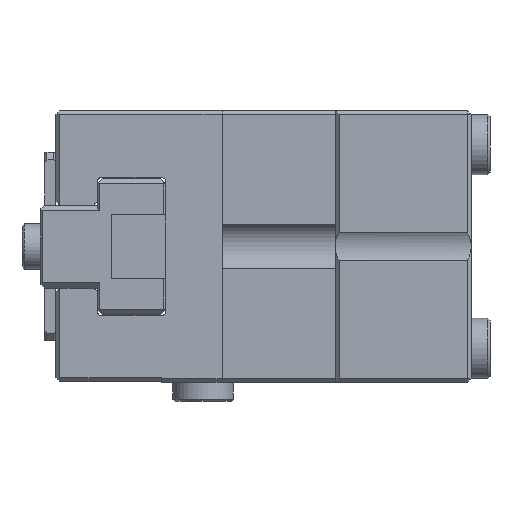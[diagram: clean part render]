
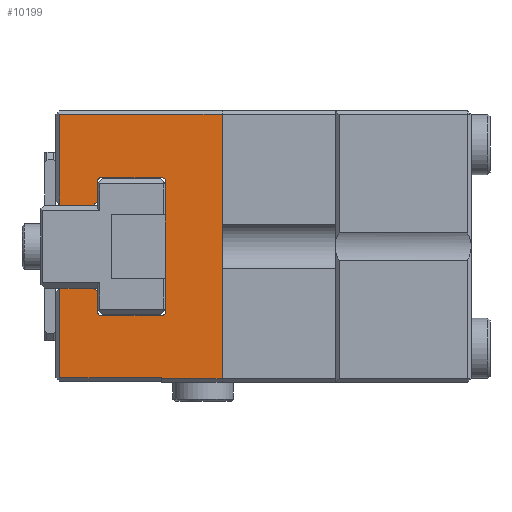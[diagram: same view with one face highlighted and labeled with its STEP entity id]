
A CAD part, left-side view. The second image highlights one B-rep face of the part: STEP entity #10199.
In plain terms, the highlighted planar face has unit normal (-1, 0, 0).
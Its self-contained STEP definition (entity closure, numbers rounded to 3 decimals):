
#340=PLANE('',#10927);
#1194=FACE_OUTER_BOUND('',#1757,.T.);
#1757=EDGE_LOOP('',(#7332,#7333,#7334,#7335,#7336,#7337,#7338,#7339,#7340,
#7341,#7342,#7343,#7344,#7345,#7346,#7347,#7348,#7349,#7350,#7351));
#2451=LINE('',#15303,#3285);
#2452=LINE('',#15306,#3286);
#2458=LINE('',#15318,#3292);
#2459=LINE('',#15320,#3293);
#2460=LINE('',#15322,#3294);
#2461=LINE('',#15324,#3295);
#2462=LINE('',#15326,#3296);
#2463=LINE('',#15328,#3297);
#2464=LINE('',#15332,#3298);
#2465=LINE('',#15336,#3299);
#2466=LINE('',#15340,#3300);
#2467=LINE('',#15344,#3301);
#2468=LINE('',#15346,#3302);
#2469=LINE('',#15348,#3303);
#2470=LINE('',#15350,#3304);
#2471=LINE('',#15351,#3305);
#3285=VECTOR('',#12009,10.);
#3286=VECTOR('',#12012,10.);
#3292=VECTOR('',#12020,10.);
#3293=VECTOR('',#12021,10.);
#3294=VECTOR('',#12022,10.);
#3295=VECTOR('',#12023,10.);
#3296=VECTOR('',#12024,10.);
#3297=VECTOR('',#12025,10.);
#3298=VECTOR('',#12028,10.);
#3299=VECTOR('',#12031,10.);
#3300=VECTOR('',#12034,10.);
#3301=VECTOR('',#12037,10.);
#3302=VECTOR('',#12038,10.);
#3303=VECTOR('',#12039,10.);
#3304=VECTOR('',#12040,10.);
#3305=VECTOR('',#12041,10.);
#4081=CIRCLE('',#10928,0.4);
#4082=CIRCLE('',#10929,0.4);
#4083=CIRCLE('',#10930,0.4);
#4084=CIRCLE('',#10931,0.4);
#4599=VERTEX_POINT('',#15299);
#4600=VERTEX_POINT('',#15301);
#4601=VERTEX_POINT('',#15305);
#4606=VERTEX_POINT('',#15317);
#4607=VERTEX_POINT('',#15319);
#4608=VERTEX_POINT('',#15321);
#4609=VERTEX_POINT('',#15323);
#4610=VERTEX_POINT('',#15325);
#4611=VERTEX_POINT('',#15327);
#4612=VERTEX_POINT('',#15329);
#4613=VERTEX_POINT('',#15331);
#4614=VERTEX_POINT('',#15333);
#4615=VERTEX_POINT('',#15335);
#4616=VERTEX_POINT('',#15337);
#4617=VERTEX_POINT('',#15339);
#4618=VERTEX_POINT('',#15341);
#4619=VERTEX_POINT('',#15343);
#4620=VERTEX_POINT('',#15345);
#4621=VERTEX_POINT('',#15347);
#4622=VERTEX_POINT('',#15349);
#5677=EDGE_CURVE('',#4600,#4599,#2451,.T.);
#5678=EDGE_CURVE('',#4601,#4599,#2452,.T.);
#5684=EDGE_CURVE('',#4600,#4606,#2458,.T.);
#5685=EDGE_CURVE('',#4607,#4606,#2459,.T.);
#5686=EDGE_CURVE('',#4608,#4607,#2460,.T.);
#5687=EDGE_CURVE('',#4608,#4609,#2461,.T.);
#5688=EDGE_CURVE('',#4610,#4609,#2462,.T.);
#5689=EDGE_CURVE('',#4610,#4611,#2463,.T.);
#5690=EDGE_CURVE('',#4612,#4611,#4081,.T.);
#5691=EDGE_CURVE('',#4612,#4613,#2464,.T.);
#5692=EDGE_CURVE('',#4614,#4613,#4082,.T.);
#5693=EDGE_CURVE('',#4614,#4615,#2465,.T.);
#5694=EDGE_CURVE('',#4616,#4615,#4083,.T.);
#5695=EDGE_CURVE('',#4616,#4617,#2466,.T.);
#5696=EDGE_CURVE('',#4618,#4617,#4084,.T.);
#5697=EDGE_CURVE('',#4618,#4619,#2467,.T.);
#5698=EDGE_CURVE('',#4620,#4619,#2468,.T.);
#5699=EDGE_CURVE('',#4620,#4621,#2469,.T.);
#5700=EDGE_CURVE('',#4622,#4621,#2470,.T.);
#5701=EDGE_CURVE('',#4601,#4622,#2471,.T.);
#7332=ORIENTED_EDGE('',*,*,#5677,.F.);
#7333=ORIENTED_EDGE('',*,*,#5684,.T.);
#7334=ORIENTED_EDGE('',*,*,#5685,.F.);
#7335=ORIENTED_EDGE('',*,*,#5686,.F.);
#7336=ORIENTED_EDGE('',*,*,#5687,.T.);
#7337=ORIENTED_EDGE('',*,*,#5688,.F.);
#7338=ORIENTED_EDGE('',*,*,#5689,.T.);
#7339=ORIENTED_EDGE('',*,*,#5690,.F.);
#7340=ORIENTED_EDGE('',*,*,#5691,.T.);
#7341=ORIENTED_EDGE('',*,*,#5692,.F.);
#7342=ORIENTED_EDGE('',*,*,#5693,.T.);
#7343=ORIENTED_EDGE('',*,*,#5694,.F.);
#7344=ORIENTED_EDGE('',*,*,#5695,.T.);
#7345=ORIENTED_EDGE('',*,*,#5696,.F.);
#7346=ORIENTED_EDGE('',*,*,#5697,.T.);
#7347=ORIENTED_EDGE('',*,*,#5698,.F.);
#7348=ORIENTED_EDGE('',*,*,#5699,.T.);
#7349=ORIENTED_EDGE('',*,*,#5700,.F.);
#7350=ORIENTED_EDGE('',*,*,#5701,.F.);
#7351=ORIENTED_EDGE('',*,*,#5678,.T.);
#10199=ADVANCED_FACE('',(#1194),#340,.T.);
#10927=AXIS2_PLACEMENT_3D('',#15316,#12018,#12019);
#10928=AXIS2_PLACEMENT_3D('',#15330,#12026,#12027);
#10929=AXIS2_PLACEMENT_3D('',#15334,#12029,#12030);
#10930=AXIS2_PLACEMENT_3D('',#15338,#12032,#12033);
#10931=AXIS2_PLACEMENT_3D('',#15342,#12035,#12036);
#12009=DIRECTION('',(0.,1.,0.));
#12012=DIRECTION('',(0.,0.,-1.));
#12018=DIRECTION('center_axis',(-1.,0.,0.));
#12019=DIRECTION('ref_axis',(0.,-1.,0.));
#12020=DIRECTION('',(0.,0.,1.));
#12021=DIRECTION('',(0.,-1.,0.));
#12022=DIRECTION('',(0.,0.,1.));
#12023=DIRECTION('',(0.,-1.,0.));
#12024=DIRECTION('',(0.,0.707,-0.707));
#12025=DIRECTION('',(0.,0.,1.));
#12026=DIRECTION('center_axis',(-1.,0.,0.));
#12027=DIRECTION('ref_axis',(0.,0.707,0.707));
#12028=DIRECTION('',(0.,-1.,0.));
#12029=DIRECTION('center_axis',(-1.,0.,0.));
#12030=DIRECTION('ref_axis',(0.,-0.707,0.707));
#12031=DIRECTION('',(0.,0.,-1.));
#12032=DIRECTION('center_axis',(-1.,0.,0.));
#12033=DIRECTION('ref_axis',(0.,-0.707,-0.707));
#12034=DIRECTION('',(0.,1.,0.));
#12035=DIRECTION('center_axis',(-1.,0.,0.));
#12036=DIRECTION('ref_axis',(0.,0.707,-0.707));
#12037=DIRECTION('',(0.,0.,1.));
#12038=DIRECTION('',(0.,-0.707,-0.707));
#12039=DIRECTION('',(0.,1.,0.));
#12040=DIRECTION('',(0.,0.,1.));
#12041=DIRECTION('',(0.,1.,0.));
#15299=CARTESIAN_POINT('',(-32.,4.5,-17.5));
#15301=CARTESIAN_POINT('',(-32.,-3.5,-17.5));
#15303=CARTESIAN_POINT('',(-32.,9.25,-17.5));
#15305=CARTESIAN_POINT('',(-32.,4.5,-17.4));
#15306=CARTESIAN_POINT('',(-32.,4.5,-9.));
#15316=CARTESIAN_POINT('Origin',(-32.,18.5,0.));
#15317=CARTESIAN_POINT('',(-32.,-3.5,17.5));
#15318=CARTESIAN_POINT('',(-32.,-3.5,-9.));
#15319=CARTESIAN_POINT('',(-32.,18.,17.5));
#15320=CARTESIAN_POINT('',(-32.,9.25,17.5));
#15321=CARTESIAN_POINT('',(-32.,18.,5.5));
#15322=CARTESIAN_POINT('',(-32.,18.,0.));
#15323=CARTESIAN_POINT('',(-32.,13.5,5.5));
#15324=CARTESIAN_POINT('',(-32.,18.5,5.5));
#15325=CARTESIAN_POINT('',(-32.,13.,6.));
#15326=CARTESIAN_POINT('',(-32.,16.,3.));
#15327=CARTESIAN_POINT('',(-32.,13.,8.7));
#15328=CARTESIAN_POINT('',(-32.,13.,2.75));
#15329=CARTESIAN_POINT('',(-32.,12.6,9.1));
#15330=CARTESIAN_POINT('Origin',(-32.,12.6,8.7));
#15331=CARTESIAN_POINT('',(-32.,4.4,9.1));
#15332=CARTESIAN_POINT('',(-32.,15.75,9.1));
#15333=CARTESIAN_POINT('',(-32.,4.,8.7));
#15334=CARTESIAN_POINT('Origin',(-32.,4.4,8.7));
#15335=CARTESIAN_POINT('',(-32.,4.,-8.7));
#15336=CARTESIAN_POINT('',(-32.,4.,4.55));
#15337=CARTESIAN_POINT('',(-32.,4.4,-9.1));
#15338=CARTESIAN_POINT('Origin',(-32.,4.4,-8.7));
#15339=CARTESIAN_POINT('',(-32.,12.6,-9.1));
#15340=CARTESIAN_POINT('',(-32.,11.25,-9.1));
#15341=CARTESIAN_POINT('',(-32.,13.,-8.7));
#15342=CARTESIAN_POINT('Origin',(-32.,12.6,-8.7));
#15343=CARTESIAN_POINT('',(-32.,13.,-6.));
#15344=CARTESIAN_POINT('',(-32.,13.,-4.55));
#15345=CARTESIAN_POINT('',(-32.,13.5,-5.5));
#15346=CARTESIAN_POINT('',(-32.,16.,-3.));
#15347=CARTESIAN_POINT('',(-32.,18.,-5.5));
#15348=CARTESIAN_POINT('',(-32.,15.75,-5.5));
#15349=CARTESIAN_POINT('',(-32.,18.,-17.4));
#15350=CARTESIAN_POINT('',(-32.,18.,0.));
#15351=CARTESIAN_POINT('',(-32.,15.,-17.4));
